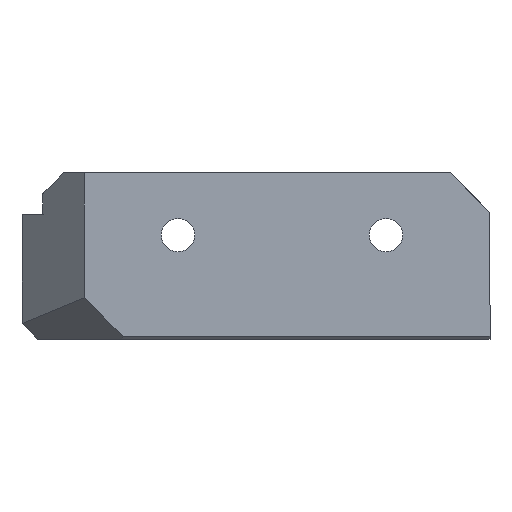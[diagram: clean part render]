
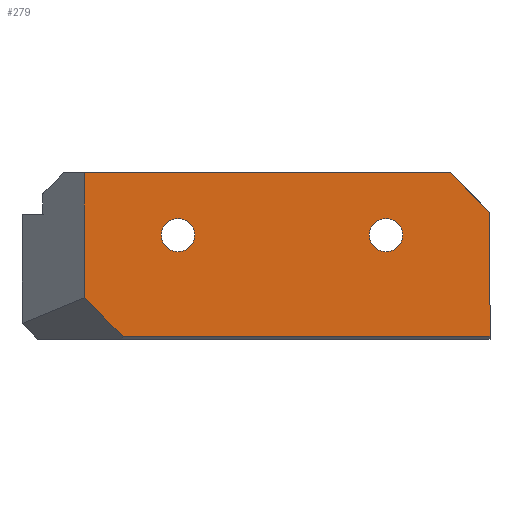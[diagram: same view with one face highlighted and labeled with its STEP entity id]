
A CAD part, left-side view. The second image highlights one B-rep face of the part: STEP entity #279.
In plain terms, the highlighted planar face has unit normal (-1, 0, 0).
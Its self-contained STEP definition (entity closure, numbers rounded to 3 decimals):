
#30 = DIRECTION ( 'NONE',  ( 0., 0., -1. ) ) ;
#85 = FACE_OUTER_BOUND ( 'NONE', #4063, .T. ) ;
#146 = FACE_BOUND ( 'NONE', #2097, .T. ) ;
#158 = DIRECTION ( 'NONE',  ( 0., 0., -1. ) ) ;
#170 = DIRECTION ( 'NONE',  ( 1., 0., 0. ) ) ;
#172 = ORIENTED_EDGE ( 'NONE', *, *, #1844, .F. ) ;
#210 = EDGE_CURVE ( 'NONE', #409, #1137, #2050, .T. ) ;
#211 = VECTOR ( 'NONE', #340, 1000. ) ;
#255 = CARTESIAN_POINT ( 'NONE',  ( 0., -20., 11.6 ) ) ;
#279 = ADVANCED_FACE ( 'NONE', ( #85, #2159, #146 ), #2009, .F. ) ;
#285 = CARTESIAN_POINT ( 'NONE',  ( 0., -50., 0.271 ) ) ;
#340 = DIRECTION ( 'NONE',  ( 0., 0., 1. ) ) ;
#370 = VERTEX_POINT ( 'NONE', #285 ) ;
#386 = DIRECTION ( 'NONE',  ( 0., 0.707, 0.707 ) ) ;
#409 = VERTEX_POINT ( 'NONE', #950 ) ;
#587 = CARTESIAN_POINT ( 'NONE',  ( 0., -11., 4. ) ) ;
#595 = ORIENTED_EDGE ( 'NONE', *, *, #210, .T. ) ;
#624 = EDGE_CURVE ( 'NONE', #2958, #2148, #1779, .T. ) ;
#649 = EDGE_LOOP ( 'NONE', ( #595, #3465 ) ) ;
#699 = DIRECTION ( 'NONE',  ( 1., 0., 0. ) ) ;
#761 = DIRECTION ( 'NONE',  ( 1., 0., 0. ) ) ;
#833 = VERTEX_POINT ( 'NONE', #587 ) ;
#848 = AXIS2_PLACEMENT_3D ( 'NONE', #2179, #761, #3187 ) ;
#894 = VECTOR ( 'NONE', #2071, 1000. ) ;
#950 = CARTESIAN_POINT ( 'NONE',  ( 0., -40., 8.4 ) ) ;
#980 = VECTOR ( 'NONE', #2153, 1000. ) ;
#1036 = ORIENTED_EDGE ( 'NONE', *, *, #3948, .T. ) ;
#1068 = CARTESIAN_POINT ( 'NONE',  ( 0., -40., 10. ) ) ;
#1074 = DIRECTION ( 'NONE',  ( 1., 0., 0. ) ) ;
#1137 = VERTEX_POINT ( 'NONE', #1852 ) ;
#1168 = LINE ( 'NONE', #4248, #211 ) ;
#1208 = ORIENTED_EDGE ( 'NONE', *, *, #624, .T. ) ;
#1302 = CIRCLE ( 'NONE', #848, 1.6 ) ;
#1454 = EDGE_CURVE ( 'NONE', #2148, #833, #1766, .T. ) ;
#1496 = EDGE_CURVE ( 'NONE', #3248, #3215, #1302, .T. ) ;
#1532 = AXIS2_PLACEMENT_3D ( 'NONE', #1068, #699, #30 ) ;
#1641 = DIRECTION ( 'NONE',  ( 1., 0., 0. ) ) ;
#1712 = DIRECTION ( 'NONE',  ( 0., 1., 0. ) ) ;
#1721 = CARTESIAN_POINT ( 'NONE',  ( 0., -11., 4. ) ) ;
#1766 = LINE ( 'NONE', #3949, #980 ) ;
#1779 = LINE ( 'NONE', #4340, #2000 ) ;
#1844 = EDGE_CURVE ( 'NONE', #370, #2534, #4242, .T. ) ;
#1852 = CARTESIAN_POINT ( 'NONE',  ( 0., -40., 11.6 ) ) ;
#1857 = LINE ( 'NONE', #1721, #894 ) ;
#2000 = VECTOR ( 'NONE', #4381, 1000. ) ;
#2009 = PLANE ( 'NONE',  #4343 ) ;
#2050 = CIRCLE ( 'NONE', #1532, 1.6 ) ;
#2071 = DIRECTION ( 'NONE',  ( 0., -0.707, -0.707 ) ) ;
#2097 = EDGE_LOOP ( 'NONE', ( #3919, #2967 ) ) ;
#2103 = CIRCLE ( 'NONE', #4189, 1.6 ) ;
#2148 = VERTEX_POINT ( 'NONE', #3387 ) ;
#2153 = DIRECTION ( 'NONE',  ( 0., 0., -1. ) ) ;
#2159 = FACE_BOUND ( 'NONE', #649, .T. ) ;
#2179 = CARTESIAN_POINT ( 'NONE',  ( 0., -20., 10. ) ) ;
#2463 = CARTESIAN_POINT ( 'NONE',  ( 0., -59.707, 2.493 ) ) ;
#2499 = DIRECTION ( 'NONE',  ( 0., 0., -1. ) ) ;
#2534 = VERTEX_POINT ( 'NONE', #4538 ) ;
#2563 = EDGE_CURVE ( 'NONE', #1137, #409, #2103, .T. ) ;
#2588 = EDGE_CURVE ( 'NONE', #4378, #2958, #2633, .T. ) ;
#2589 = VECTOR ( 'NONE', #1712, 1000. ) ;
#2633 = LINE ( 'NONE', #2463, #3527 ) ;
#2774 = CIRCLE ( 'NONE', #3451, 1.6 ) ;
#2843 = CARTESIAN_POINT ( 'NONE',  ( 0., -5., 0.271 ) ) ;
#2869 = EDGE_CURVE ( 'NONE', #370, #4378, #1168, .T. ) ;
#2958 = VERTEX_POINT ( 'NONE', #3567 ) ;
#2967 = ORIENTED_EDGE ( 'NONE', *, *, #4372, .T. ) ;
#3122 = DIRECTION ( 'NONE',  ( 0., 0., -1. ) ) ;
#3187 = DIRECTION ( 'NONE',  ( 0., 0., -1. ) ) ;
#3215 = VERTEX_POINT ( 'NONE', #255 ) ;
#3220 = ORIENTED_EDGE ( 'NONE', *, *, #1454, .T. ) ;
#3248 = VERTEX_POINT ( 'NONE', #4088 ) ;
#3387 = CARTESIAN_POINT ( 'NONE',  ( 0., -11., 16. ) ) ;
#3388 = CARTESIAN_POINT ( 'NONE',  ( 0., -20., 10. ) ) ;
#3402 = CARTESIAN_POINT ( 'NONE',  ( 0., -50., 12.2 ) ) ;
#3451 = AXIS2_PLACEMENT_3D ( 'NONE', #3388, #170, #158 ) ;
#3465 = ORIENTED_EDGE ( 'NONE', *, *, #2563, .T. ) ;
#3527 = VECTOR ( 'NONE', #386, 1000. ) ;
#3567 = CARTESIAN_POINT ( 'NONE',  ( 0., -46.2, 16. ) ) ;
#3573 = CARTESIAN_POINT ( 'NONE',  ( 0., -40., 10. ) ) ;
#3919 = ORIENTED_EDGE ( 'NONE', *, *, #1496, .T. ) ;
#3948 = EDGE_CURVE ( 'NONE', #833, #2534, #1857, .T. ) ;
#3949 = CARTESIAN_POINT ( 'NONE',  ( 0., -11., 0. ) ) ;
#4063 = EDGE_LOOP ( 'NONE', ( #172, #4467, #4190, #1208, #3220, #1036 ) ) ;
#4088 = CARTESIAN_POINT ( 'NONE',  ( 0., -20., 8.4 ) ) ;
#4146 = CARTESIAN_POINT ( 'NONE',  ( 0., -5., 0. ) ) ;
#4189 = AXIS2_PLACEMENT_3D ( 'NONE', #3573, #1074, #2499 ) ;
#4190 = ORIENTED_EDGE ( 'NONE', *, *, #2588, .T. ) ;
#4242 = LINE ( 'NONE', #2843, #2589 ) ;
#4248 = CARTESIAN_POINT ( 'NONE',  ( 0., -50., 0. ) ) ;
#4340 = CARTESIAN_POINT ( 'NONE',  ( 0., -5., 16. ) ) ;
#4343 = AXIS2_PLACEMENT_3D ( 'NONE', #4146, #1641, #3122 ) ;
#4372 = EDGE_CURVE ( 'NONE', #3215, #3248, #2774, .T. ) ;
#4378 = VERTEX_POINT ( 'NONE', #3402 ) ;
#4381 = DIRECTION ( 'NONE',  ( 0., 1., 0. ) ) ;
#4467 = ORIENTED_EDGE ( 'NONE', *, *, #2869, .T. ) ;
#4538 = CARTESIAN_POINT ( 'NONE',  ( 0., -14.729, 0.271 ) ) ;
